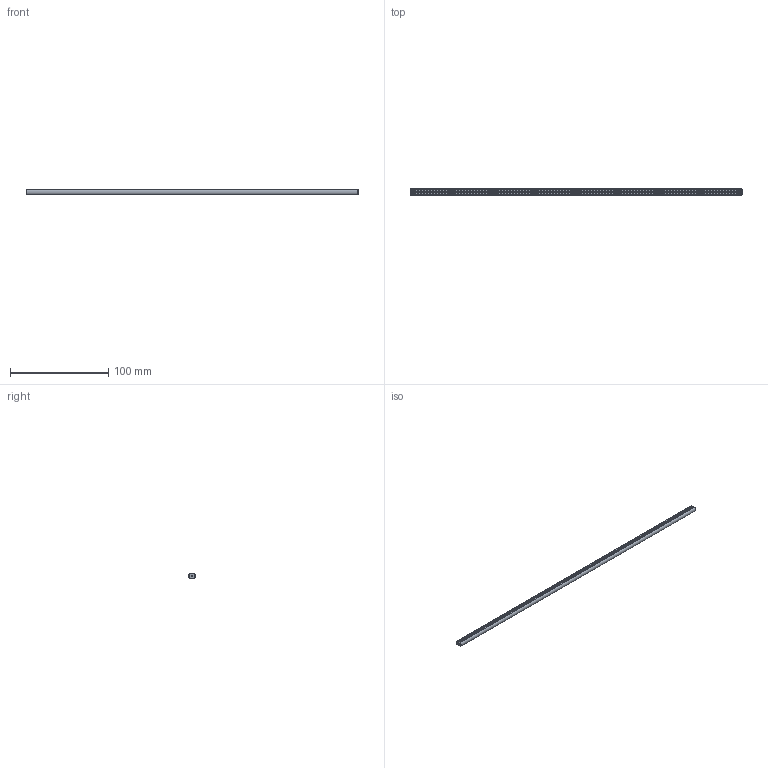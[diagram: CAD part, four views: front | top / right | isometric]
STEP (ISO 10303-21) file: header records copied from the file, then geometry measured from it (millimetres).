
FILE_DESCRIPTION(('FreeCAD Model'),'2;1');
FILE_NAME('Open CASCADE Shape Model','2024-06-18T17:38:52',(''),(''), 'Open CASCADE STEP processor 7.6','FreeCAD','Unknown');
FILE_SCHEMA(('AUTOMOTIVE_DESIGN { 1 0 10303 214 1 1 1 1 }'));
Length unit declared in the file: millimetre
Products named in the file (1): Shaft IDX BU27.00 - SPN-SFT-0228 (stemfie.org)
Bounding box: 337.5 x 6.6 x 5 mm (x, y, z)
Volume: 7703.9 mm3; surface area: 9677.6 mm2
Topology: 1 solids, 1 shells, 1030 faces, 3211 edges, 1994 vertices
Faces by surface type: cylinder 327, plane 311, cone 220, extrusion 172
Full cylindrical faces by diameter (mm): 2 x325
Entity records: 36891 total; most frequent: CARTESIAN_POINT 7268, ORIENTED_EDGE 6422, DIRECTION 6079, EDGE_CURVE 3211, AXIS2_PLACEMENT_3D 2181, VERTEX_POINT 1994, VECTOR 1717, LINE 1545
